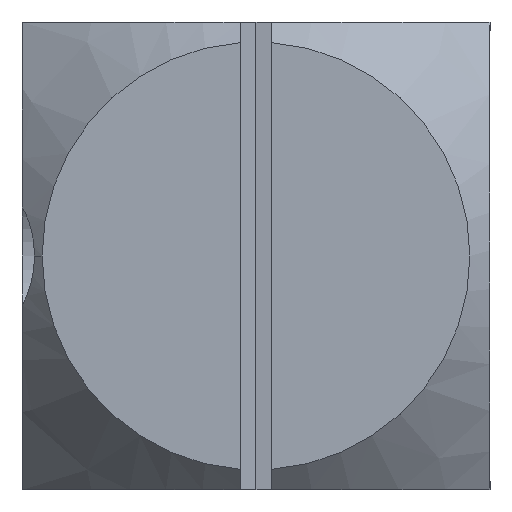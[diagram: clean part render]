
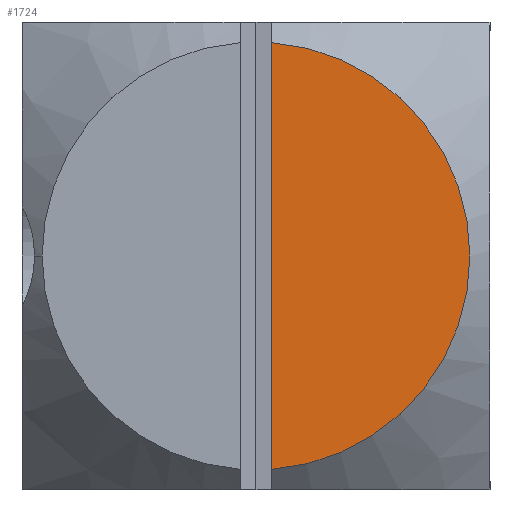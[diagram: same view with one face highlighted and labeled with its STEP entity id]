
A CAD part, left-side view. The second image highlights one B-rep face of the part: STEP entity #1724.
In plain terms, the highlighted planar face has unit normal (-1, 0, 0).
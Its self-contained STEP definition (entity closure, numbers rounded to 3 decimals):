
#20 = FACE_OUTER_BOUND ( 'NONE', #111, .T. ) ;
#111 = EDGE_LOOP ( 'NONE', ( #322, #1400 ) ) ;
#322 = ORIENTED_EDGE ( 'NONE', *, *, #486, .F. ) ;
#379 = VERTEX_POINT ( 'NONE', #1217 ) ;
#486 = EDGE_CURVE ( 'NONE', #379, #1576, #1485, .T. ) ;
#545 = PLANE ( 'NONE',  #1318 ) ;
#637 = DIRECTION ( 'NONE',  ( 0., -1., 0. ) ) ;
#1002 = AXIS2_PLACEMENT_3D ( 'NONE', #1168, #2176, #637 ) ;
#1168 = CARTESIAN_POINT ( 'NONE',  ( -20.604, -8.49, 78.164 ) ) ;
#1206 = DIRECTION ( 'NONE',  ( 1., 0., 0. ) ) ;
#1217 = CARTESIAN_POINT ( 'NONE',  ( -20.604, -9.49, 64.487 ) ) ;
#1237 = CARTESIAN_POINT ( 'NONE',  ( -20.604, 6.51, 93.164 ) ) ;
#1318 = AXIS2_PLACEMENT_3D ( 'NONE', #1237, #1206, #1714 ) ;
#1400 = ORIENTED_EDGE ( 'NONE', *, *, #2036, .T. ) ;
#1485 = LINE ( 'NONE', #1977, #2150 ) ;
#1576 = VERTEX_POINT ( 'NONE', #1882 ) ;
#1633 = DIRECTION ( 'NONE',  ( 0., 0., 1. ) ) ;
#1714 = DIRECTION ( 'NONE',  ( 0., 1., 0. ) ) ;
#1724 = ADVANCED_FACE ( 'NONE', ( #20 ), #545, .F. ) ;
#1882 = CARTESIAN_POINT ( 'NONE',  ( -20.604, -9.49, 91.84 ) ) ;
#1887 = CIRCLE ( 'NONE', #1002, 13.713 ) ;
#1977 = CARTESIAN_POINT ( 'NONE',  ( -20.604, -9.49, 63.163 ) ) ;
#2036 = EDGE_CURVE ( 'NONE', #379, #1576, #1887, .T. ) ;
#2150 = VECTOR ( 'NONE', #1633, 1000. ) ;
#2176 = DIRECTION ( 'NONE',  ( -1., 0., 0. ) ) ;
